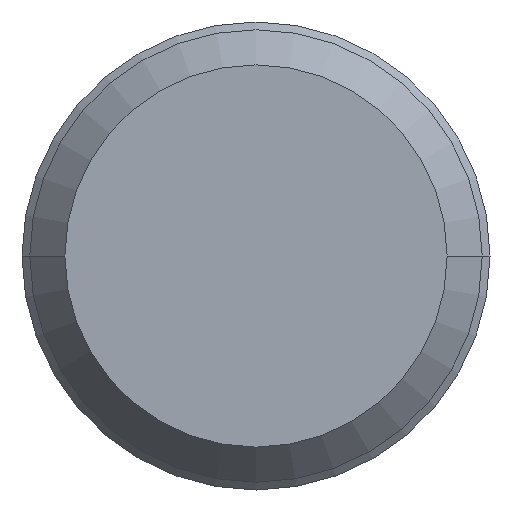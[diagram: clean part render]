
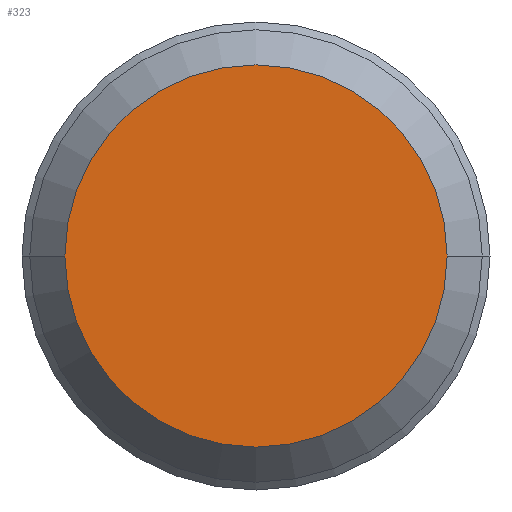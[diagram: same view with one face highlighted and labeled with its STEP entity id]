
A CAD part, left-side view. The second image highlights one B-rep face of the part: STEP entity #323.
In plain terms, the highlighted planar face has unit normal (-1, 0, 0).
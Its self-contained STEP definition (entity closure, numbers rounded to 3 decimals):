
#139 = DIRECTION ( 'NONE',  ( 0., 1., 0. ) ) ;
#250 = VERTEX_POINT ( 'NONE', #713 ) ;
#253 = DIRECTION ( 'NONE',  ( -1., 0., 0. ) ) ;
#255 = ORIENTED_EDGE ( 'NONE', *, *, #1124, .F. ) ;
#323 = ADVANCED_FACE ( 'NONE', ( #954 ), #1079, .T. ) ;
#348 = DIRECTION ( 'NONE',  ( 0., 1., 0. ) ) ;
#379 = EDGE_LOOP ( 'NONE', ( #820, #255 ) ) ;
#408 = CARTESIAN_POINT ( 'NONE',  ( 10.699, 0., 0. ) ) ;
#437 = EDGE_CURVE ( 'NONE', #630, #250, #755, .T. ) ;
#562 = DIRECTION ( 'NONE',  ( 0., 1., 0. ) ) ;
#582 = CARTESIAN_POINT ( 'NONE',  ( 10.699, 0., 0. ) ) ;
#630 = VERTEX_POINT ( 'NONE', #712 ) ;
#712 = CARTESIAN_POINT ( 'NONE',  ( 10.699, -12.25, 0. ) ) ;
#713 = CARTESIAN_POINT ( 'NONE',  ( 10.699, 12.25, 0. ) ) ;
#755 = CIRCLE ( 'NONE', #1093, 12.25 ) ;
#772 = DIRECTION ( 'NONE',  ( 1., 0., 0. ) ) ;
#820 = ORIENTED_EDGE ( 'NONE', *, *, #437, .F. ) ;
#954 = FACE_OUTER_BOUND ( 'NONE', #379, .T. ) ;
#969 = AXIS2_PLACEMENT_3D ( 'NONE', #1281, #253, #139 ) ;
#1079 = PLANE ( 'NONE',  #969 ) ;
#1093 = AXIS2_PLACEMENT_3D ( 'NONE', #408, #772, #562 ) ;
#1113 = AXIS2_PLACEMENT_3D ( 'NONE', #582, #1374, #348 ) ;
#1124 = EDGE_CURVE ( 'NONE', #250, #630, #1340, .T. ) ;
#1281 = CARTESIAN_POINT ( 'NONE',  ( 10.699, 6.125, 0. ) ) ;
#1340 = CIRCLE ( 'NONE', #1113, 12.25 ) ;
#1374 = DIRECTION ( 'NONE',  ( 1., 0., 0. ) ) ;
